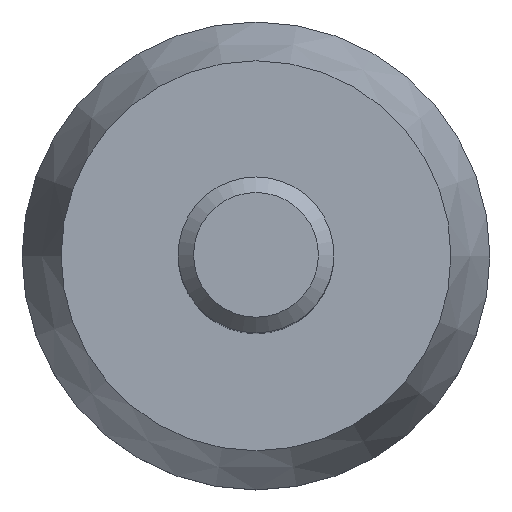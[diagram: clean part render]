
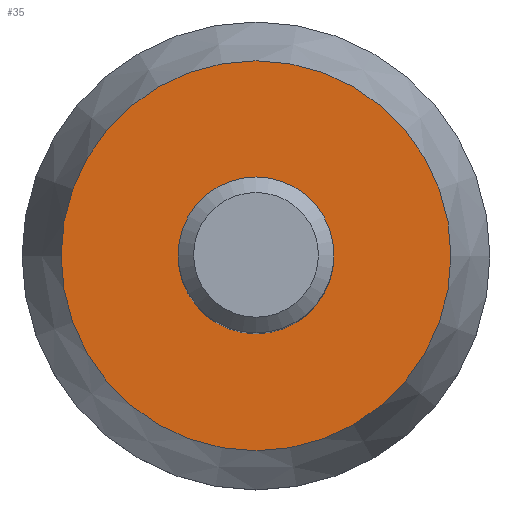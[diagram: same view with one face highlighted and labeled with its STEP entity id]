
A CAD part, top view. The second image highlights one B-rep face of the part: STEP entity #35.
In plain terms, the highlighted planar face has unit normal (0, 0, 1).
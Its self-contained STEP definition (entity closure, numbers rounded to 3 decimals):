
#35 = ADVANCED_FACE( '', ( #69, #70 ), #71, .T. );
#69 = FACE_OUTER_BOUND( '', #102, .T. );
#70 = FACE_BOUND( '', #103, .T. );
#71 = PLANE( '', #104 );
#102 = EDGE_LOOP( '', ( #133 ) );
#103 = EDGE_LOOP( '', ( #134 ) );
#104 = AXIS2_PLACEMENT_3D( '', #135, #136, #137 );
#133 = ORIENTED_EDGE( '', *, *, #167, .T. );
#134 = ORIENTED_EDGE( '', *, *, #165, .F. );
#135 = CARTESIAN_POINT( '', ( 5., 0., 10. ) );
#136 = DIRECTION( '', ( 0., 0., 1. ) );
#137 = DIRECTION( '', ( 1., 0., 0. ) );
#165 = EDGE_CURVE( '', #180, #180, #181, .T. );
#167 = EDGE_CURVE( '', #183, #183, #184, .T. );
#180 = VERTEX_POINT( '', #199 );
#181 = CIRCLE( '', #200, 5. );
#183 = VERTEX_POINT( '', #202 );
#184 = CIRCLE( '', #203, 12.5 );
#199 = CARTESIAN_POINT( '', ( 5., 0., 10. ) );
#200 = AXIS2_PLACEMENT_3D( '', #218, #219, #220 );
#202 = CARTESIAN_POINT( '', ( 12.5, 0., 10. ) );
#203 = AXIS2_PLACEMENT_3D( '', #221, #222, #223 );
#218 = CARTESIAN_POINT( '', ( 0., 0., 10. ) );
#219 = DIRECTION( '', ( 0., 0., 1. ) );
#220 = DIRECTION( '', ( 1., 0., 0. ) );
#221 = CARTESIAN_POINT( '', ( 0., 0., 10. ) );
#222 = DIRECTION( '', ( 0., 0., 1. ) );
#223 = DIRECTION( '', ( 1., 0., 0. ) );
